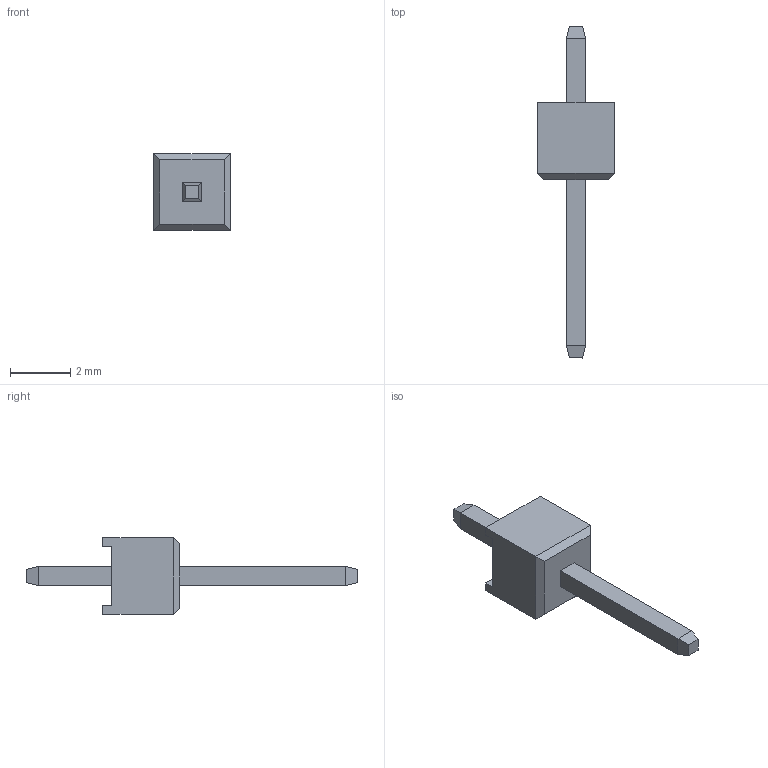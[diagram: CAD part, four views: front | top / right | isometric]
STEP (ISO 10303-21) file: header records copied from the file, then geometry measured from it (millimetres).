
FILE_DESCRIPTION(('FreeCAD Model'),'2;1');
FILE_NAME('User_Library-Header1x2_Header1_1 002.stp','2016-01-27T22:40:46',('FreeCAD'),( 'FreeCAD'),'Open CASCADE STEP processor 6.8','FreeCAD','Unknown');
FILE_SCHEMA(('AUTOMOTIVE_DESIGN_CC2 { 1 2 10303 214 -1 1 5 4 }'));
Length unit declared in the file: millimetre
Products named in the file (1): Open CASCADE STEP translator 6.8 47
Bounding box: 2.54 x 10.98 x 2.54 mm (x, y, z)
Volume: 18.2 mm3; surface area: 59.5 mm2
Topology: 1 solids, 1 shells, 32 faces, 72 edges, 44 vertices
Faces by surface type: plane 32
Entity records: 1590 total; most frequent: CARTESIAN_POINT 509, B_SPLINE_CURVE_WITH_KNOTS 216, ORIENTED_EDGE 144, PCURVE 144, DEFINITIONAL_REPRESENTATION 144, EDGE_CURVE 72, SURFACE_CURVE 72, DIRECTION 66
